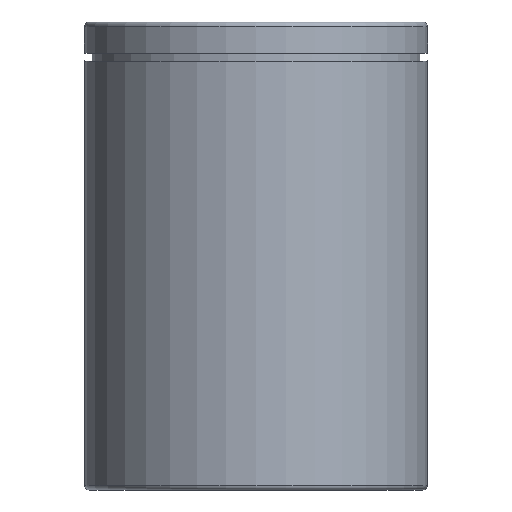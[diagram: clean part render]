
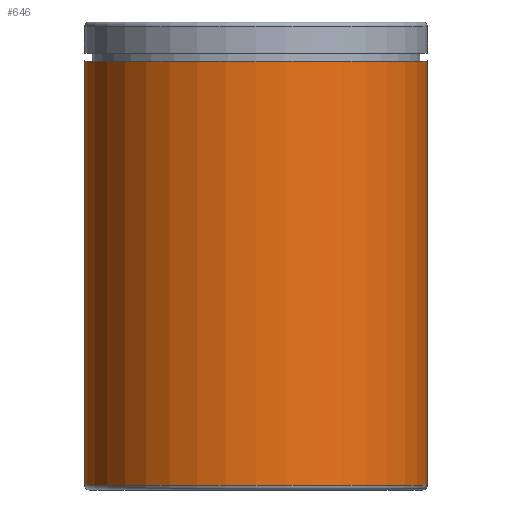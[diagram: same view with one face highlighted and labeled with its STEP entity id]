
A CAD part, front view. The second image highlights one B-rep face of the part: STEP entity #646.
In plain terms, the highlighted cylindrical face has radius 11 mm (diameter 22 mm), a partial arc.
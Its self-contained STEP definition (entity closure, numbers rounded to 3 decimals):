
#28 = DIRECTION ( 'NONE',  ( 0., 0., -1. ) ) ;
#80 = EDGE_CURVE ( 'NONE', #1756, #783, #1635, .T. ) ;
#96 = EDGE_LOOP ( 'NONE', ( #1679, #1045, #475, #390 ) ) ;
#111 = DIRECTION ( 'NONE',  ( 0., 0., 1. ) ) ;
#195 = CARTESIAN_POINT ( 'NONE',  ( -11., 0., 12.5 ) ) ;
#372 = VECTOR ( 'NONE', #511, 1000. ) ;
#378 = DIRECTION ( 'NONE',  ( 1., 0., 0. ) ) ;
#390 = ORIENTED_EDGE ( 'NONE', *, *, #1174, .T. ) ;
#434 = DIRECTION ( 'NONE',  ( -1., 0., 0. ) ) ;
#475 = ORIENTED_EDGE ( 'NONE', *, *, #80, .T. ) ;
#511 = DIRECTION ( 'NONE',  ( 0., 0., -1. ) ) ;
#586 = CARTESIAN_POINT ( 'NONE',  ( 0., 0., 12.5 ) ) ;
#599 = CARTESIAN_POINT ( 'NONE',  ( 11., 0., -14.7 ) ) ;
#607 = DIRECTION ( 'NONE',  ( 0., 0., -1. ) ) ;
#646 = ADVANCED_FACE ( 'NONE', ( #695 ), #1370, .T. ) ;
#695 = FACE_OUTER_BOUND ( 'NONE', #96, .T. ) ;
#708 = AXIS2_PLACEMENT_3D ( 'NONE', #1246, #28, #434 ) ;
#783 = VERTEX_POINT ( 'NONE', #1118 ) ;
#934 = CARTESIAN_POINT ( 'NONE',  ( 11., 0., 12.5 ) ) ;
#950 = CIRCLE ( 'NONE', #1439, 11. ) ;
#1016 = DIRECTION ( 'NONE',  ( 0., 0., -1. ) ) ;
#1045 = ORIENTED_EDGE ( 'NONE', *, *, #1425, .T. ) ;
#1118 = CARTESIAN_POINT ( 'NONE',  ( -11., 0., -14.7 ) ) ;
#1171 = AXIS2_PLACEMENT_3D ( 'NONE', #586, #1016, #1575 ) ;
#1174 = EDGE_CURVE ( 'NONE', #783, #1351, #950, .T. ) ;
#1181 = CARTESIAN_POINT ( 'NONE',  ( -11., 0., 15. ) ) ;
#1246 = CARTESIAN_POINT ( 'NONE',  ( 0., 0., 15. ) ) ;
#1267 = CARTESIAN_POINT ( 'NONE',  ( 11., 0., 15. ) ) ;
#1309 = VECTOR ( 'NONE', #607, 1000. ) ;
#1351 = VERTEX_POINT ( 'NONE', #599 ) ;
#1370 = CYLINDRICAL_SURFACE ( 'NONE', #708, 11. ) ;
#1373 = CIRCLE ( 'NONE', #1171, 11. ) ;
#1425 = EDGE_CURVE ( 'NONE', #1540, #1756, #1373, .T. ) ;
#1439 = AXIS2_PLACEMENT_3D ( 'NONE', #1731, #111, #378 ) ;
#1531 = LINE ( 'NONE', #1267, #1309 ) ;
#1540 = VERTEX_POINT ( 'NONE', #934 ) ;
#1575 = DIRECTION ( 'NONE',  ( -1., 0., 0. ) ) ;
#1635 = LINE ( 'NONE', #1181, #372 ) ;
#1679 = ORIENTED_EDGE ( 'NONE', *, *, #1733, .F. ) ;
#1731 = CARTESIAN_POINT ( 'NONE',  ( 0., 0., -14.7 ) ) ;
#1733 = EDGE_CURVE ( 'NONE', #1540, #1351, #1531, .T. ) ;
#1756 = VERTEX_POINT ( 'NONE', #195 ) ;
